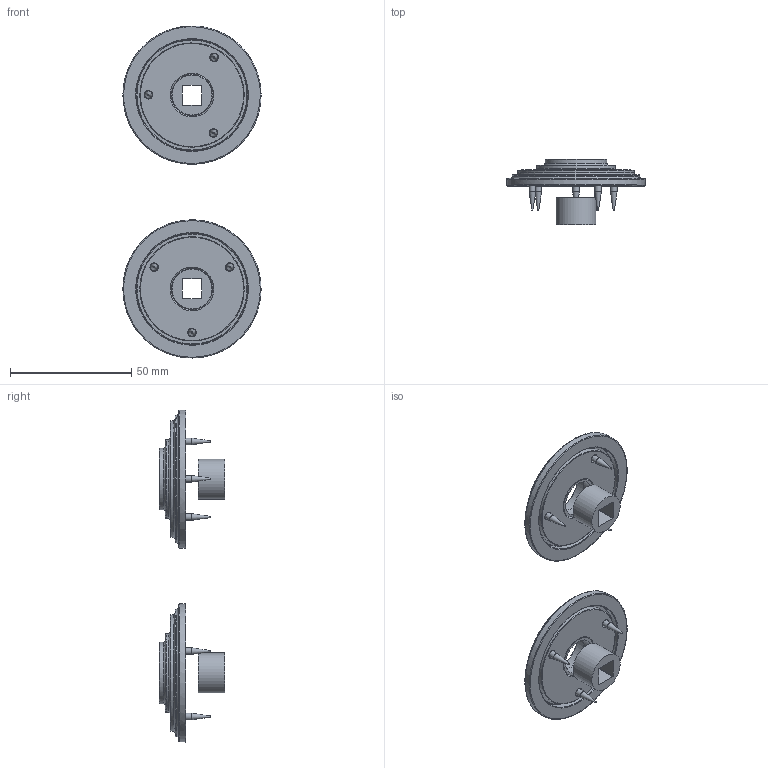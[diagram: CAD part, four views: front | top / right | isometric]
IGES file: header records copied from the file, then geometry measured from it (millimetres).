
Global section: file name: P8008-B; native system: Autodesk Inventor 2018; preprocessor: unknown; author: aprice; date: 20190708.083014; units: millimetre
Bounding box: 57 x 27 x 137 mm (x, y, z)
Volume: 30988.9 mm3; surface area: 23273.6 mm2
Topology: 12 solids, 12 shells, 234 faces, 634 edges, 446 vertices
Faces by surface type: bspline 234
